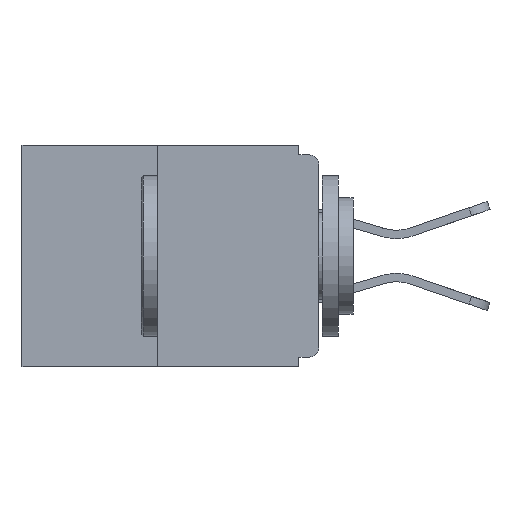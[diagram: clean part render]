
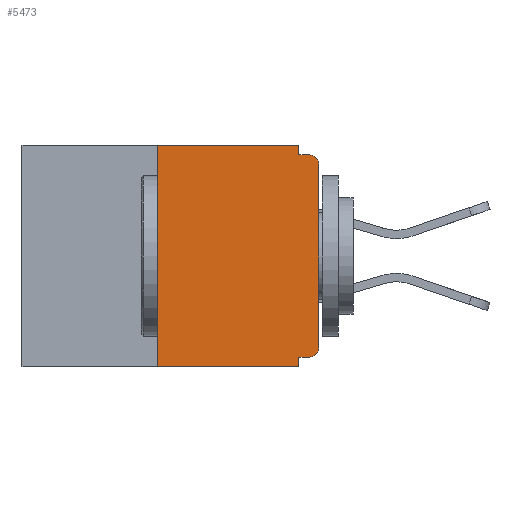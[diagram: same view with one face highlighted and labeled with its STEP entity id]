
A CAD part, left-side view. The second image highlights one B-rep face of the part: STEP entity #5473.
In plain terms, the highlighted planar face has unit normal (-1, 0, 0).
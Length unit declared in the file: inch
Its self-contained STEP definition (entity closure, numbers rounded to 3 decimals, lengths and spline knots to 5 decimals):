
#33 = ORIENTED_EDGE ( 'NONE', *, *, #4059, .F. ) ;
#129 = DIRECTION ( 'NONE',  ( -1., 0., 0. ) ) ;
#189 = VECTOR ( 'NONE', #16624, 39.37008 ) ;
#684 = VECTOR ( 'NONE', #18197, 39.37008 ) ;
#972 = CARTESIAN_POINT ( 'NONE',  ( 0., 0.25, -0.343 ) ) ;
#1034 = DIRECTION ( 'NONE',  ( 0., 1., 0. ) ) ;
#1239 = CARTESIAN_POINT ( 'NONE',  ( 0., 0.25, 0. ) ) ;
#1627 = AXIS2_PLACEMENT_3D ( 'NONE', #10407, #129, #8827 ) ;
#1814 = EDGE_CURVE ( 'NONE', #9462, #16180, #5445, .T. ) ;
#1851 = CARTESIAN_POINT ( 'NONE',  ( 0., 0.031, -0.328 ) ) ;
#2126 = EDGE_CURVE ( 'NONE', #4512, #3324, #12361, .T. ) ;
#2709 = CARTESIAN_POINT ( 'NONE',  ( 0., 0., -0.328 ) ) ;
#3193 = CARTESIAN_POINT ( 'NONE',  ( 0., 0.031, 0. ) ) ;
#3324 = VERTEX_POINT ( 'NONE', #14149 ) ;
#3534 = CARTESIAN_POINT ( 'NONE',  ( 0., 0.015, -0.03 ) ) ;
#3998 = CARTESIAN_POINT ( 'NONE',  ( 0., 0., 0. ) ) ;
#4059 = EDGE_CURVE ( 'NONE', #9462, #4512, #14132, .T. ) ;
#4083 = CARTESIAN_POINT ( 'NONE',  ( 0., 0.46, 0. ) ) ;
#4151 = ORIENTED_EDGE ( 'NONE', *, *, #13975, .F. ) ;
#4322 = ORIENTED_EDGE ( 'NONE', *, *, #1814, .T. ) ;
#4478 = EDGE_CURVE ( 'NONE', #16180, #9732, #6086, .T. ) ;
#4491 = CARTESIAN_POINT ( 'NONE',  ( 0., 0.015, -0.015 ) ) ;
#4512 = VERTEX_POINT ( 'NONE', #1851 ) ;
#4938 = DIRECTION ( 'NONE',  ( 0., 0., -1. ) ) ;
#4999 = LINE ( 'NONE', #12188, #21029 ) ;
#5269 = DIRECTION ( 'NONE',  ( -1., 0., 0. ) ) ;
#5342 = EDGE_CURVE ( 'NONE', #18195, #3324, #13246, .T. ) ;
#5445 = CIRCLE ( 'NONE', #1627, 0.015 ) ;
#5473 = ADVANCED_FACE ( 'NONE', ( #20231 ), #20785, .F. ) ;
#5766 = DIRECTION ( 'NONE',  ( 0., 0., -1. ) ) ;
#6086 = LINE ( 'NONE', #3998, #189 ) ;
#6496 = CARTESIAN_POINT ( 'NONE',  ( 0., 0., -0.03 ) ) ;
#6958 = DIRECTION ( 'NONE',  ( 0., 0., -1. ) ) ;
#7472 = VERTEX_POINT ( 'NONE', #1239 ) ;
#8346 = VECTOR ( 'NONE', #5766, 39.37008 ) ;
#8827 = DIRECTION ( 'NONE',  ( 0., 0., -1. ) ) ;
#9132 = LINE ( 'NONE', #3193, #10206 ) ;
#9462 = VERTEX_POINT ( 'NONE', #10870 ) ;
#9466 = EDGE_CURVE ( 'NONE', #7472, #15322, #12863, .T. ) ;
#9613 = VECTOR ( 'NONE', #10113, 39.37008 ) ;
#9732 = VERTEX_POINT ( 'NONE', #6496 ) ;
#9765 = CARTESIAN_POINT ( 'NONE',  ( 0., 0.031, 0. ) ) ;
#10113 = DIRECTION ( 'NONE',  ( 0., -1., 0. ) ) ;
#10124 = EDGE_CURVE ( 'NONE', #9732, #13085, #21401, .T. ) ;
#10206 = VECTOR ( 'NONE', #4938, 39.37008 ) ;
#10396 = DIRECTION ( 'NONE',  ( 0., 0., -1. ) ) ;
#10407 = CARTESIAN_POINT ( 'NONE',  ( 0., 0.015, -0.313 ) ) ;
#10410 = VECTOR ( 'NONE', #1034, 39.37008 ) ;
#10745 = DIRECTION ( 'NONE',  ( 0., -1., 0. ) ) ;
#10870 = CARTESIAN_POINT ( 'NONE',  ( 0., 0.015, -0.328 ) ) ;
#11672 = CARTESIAN_POINT ( 'NONE',  ( 0., 0.031, -0.015 ) ) ;
#11789 = ORIENTED_EDGE ( 'NONE', *, *, #4478, .T. ) ;
#11795 = VERTEX_POINT ( 'NONE', #11672 ) ;
#12188 = CARTESIAN_POINT ( 'NONE',  ( 0., 0.25, 0. ) ) ;
#12361 = LINE ( 'NONE', #19867, #8346 ) ;
#12455 = ORIENTED_EDGE ( 'NONE', *, *, #5342, .T. ) ;
#12863 = LINE ( 'NONE', #4083, #21441 ) ;
#13085 = VERTEX_POINT ( 'NONE', #4491 ) ;
#13117 = ORIENTED_EDGE ( 'NONE', *, *, #9466, .F. ) ;
#13246 = LINE ( 'NONE', #16620, #684 ) ;
#13532 = CARTESIAN_POINT ( 'NONE',  ( 0., 0., -0.015 ) ) ;
#13857 = ORIENTED_EDGE ( 'NONE', *, *, #10124, .T. ) ;
#13951 = DIRECTION ( 'NONE',  ( 1., 0., 0. ) ) ;
#13975 = EDGE_CURVE ( 'NONE', #18195, #7472, #4999, .T. ) ;
#14132 = LINE ( 'NONE', #2709, #10410 ) ;
#14149 = CARTESIAN_POINT ( 'NONE',  ( 0., 0.031, -0.343 ) ) ;
#14198 = AXIS2_PLACEMENT_3D ( 'NONE', #3534, #5269, #6958 ) ;
#15322 = VERTEX_POINT ( 'NONE', #9765 ) ;
#15343 = EDGE_LOOP ( 'NONE', ( #13117, #4151, #12455, #15851, #33, #4322, #11789, #13857, #17061, #16038 ) ) ;
#15851 = ORIENTED_EDGE ( 'NONE', *, *, #2126, .F. ) ;
#16038 = ORIENTED_EDGE ( 'NONE', *, *, #17511, .F. ) ;
#16180 = VERTEX_POINT ( 'NONE', #19551 ) ;
#16620 = CARTESIAN_POINT ( 'NONE',  ( 0., 0.46, -0.343 ) ) ;
#16624 = DIRECTION ( 'NONE',  ( 0., 0., 1. ) ) ;
#17061 = ORIENTED_EDGE ( 'NONE', *, *, #18287, .F. ) ;
#17511 = EDGE_CURVE ( 'NONE', #15322, #11795, #9132, .T. ) ;
#18195 = VERTEX_POINT ( 'NONE', #972 ) ;
#18197 = DIRECTION ( 'NONE',  ( 0., -1., 0. ) ) ;
#18287 = EDGE_CURVE ( 'NONE', #11795, #13085, #22194, .T. ) ;
#18820 = DIRECTION ( 'NONE',  ( 0., 0., 1. ) ) ;
#19188 = CARTESIAN_POINT ( 'NONE',  ( 0., 0.46, 0. ) ) ;
#19551 = CARTESIAN_POINT ( 'NONE',  ( 0., 0., -0.313 ) ) ;
#19867 = CARTESIAN_POINT ( 'NONE',  ( 0., 0.031, -0.343 ) ) ;
#20231 = FACE_OUTER_BOUND ( 'NONE', #15343, .T. ) ;
#20785 = PLANE ( 'NONE',  #21152 ) ;
#21029 = VECTOR ( 'NONE', #18820, 39.37008 ) ;
#21152 = AXIS2_PLACEMENT_3D ( 'NONE', #19188, #13951, #10396 ) ;
#21401 = CIRCLE ( 'NONE', #14198, 0.015 ) ;
#21441 = VECTOR ( 'NONE', #10745, 39.37008 ) ;
#22194 = LINE ( 'NONE', #13532, #9613 ) ;
